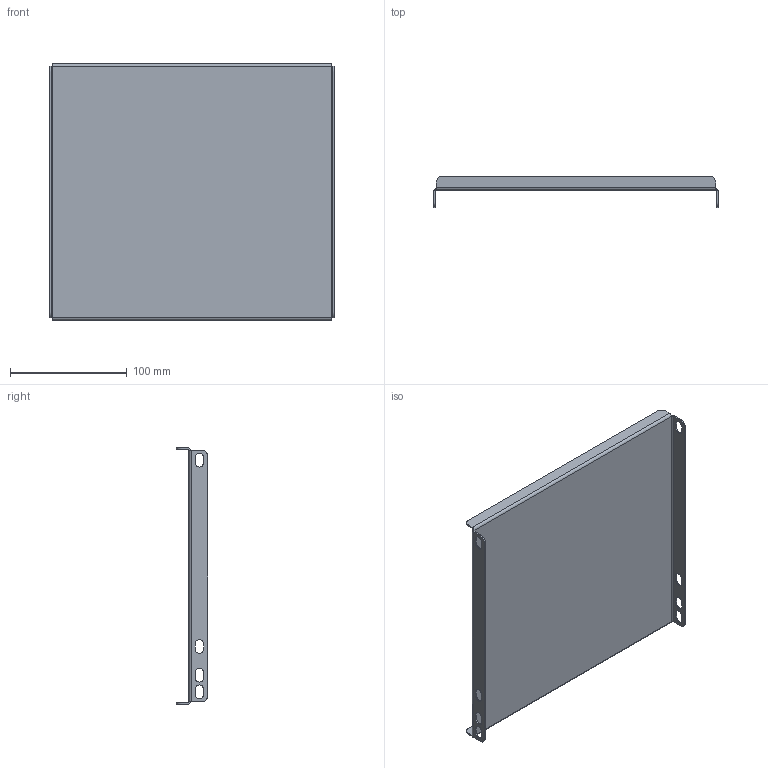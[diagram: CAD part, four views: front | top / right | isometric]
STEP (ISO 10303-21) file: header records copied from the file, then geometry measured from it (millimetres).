
FILE_DESCRIPTION (( 'STEP AP214' ), '1' );
FILE_NAME ('FO-00-HWD-0245-025 FORMAT Ïåðåãîðîäêà ãîðèçîíòàëüíàÿ äëÿ ðàñïðåäåëèòåëüíûõ øèí 245õ250ìì IEK.STEP', '2022-05-31T08:02:27', ( '' ), ( '' ), 'SwSTEP 2.0', 'SolidWorks 2017', '' );
FILE_SCHEMA (( 'AUTOMOTIVE_DESIGN' ));
Length unit declared in the file: millimetre
Products named in the file (1): FO-00-HWD-0245-025 FORMAT Ïåðåãîðîäêà ãîðèçîíòàëüíàÿ äëÿ ðàñïðåäåëèòåëüíûõ øèí 245õ250ìì IEK
Bounding box: 244 x 26.8 x 220 mm (x, y, z)
Volume: 76769.8 mm3; surface area: 129466 mm2
Topology: 1 solids, 1 shells, 82 faces, 212 edges, 132 vertices
Faces by surface type: plane 50, cylinder 32
Entity records: 2546 total; most frequent: DIRECTION 446, CARTESIAN_POINT 427, ORIENTED_EDGE 424, EDGE_CURVE 212, AXIS2_PLACEMENT_3D 151, LINE 144, VECTOR 144, VERTEX_POINT 132
